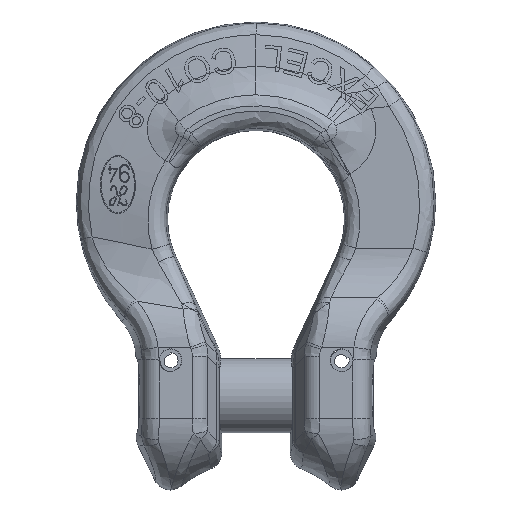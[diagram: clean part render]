
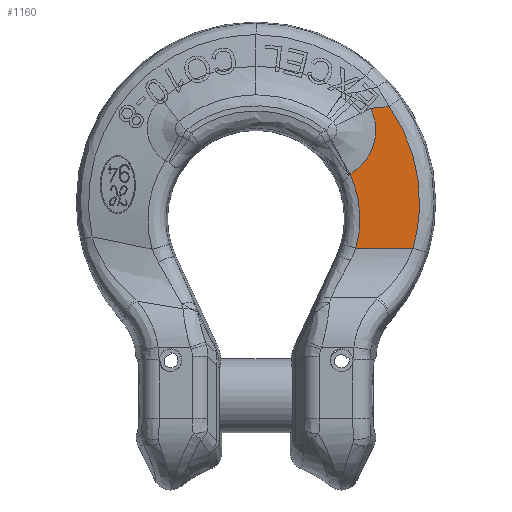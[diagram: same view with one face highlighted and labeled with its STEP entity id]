
A CAD part, top view. The second image highlights one B-rep face of the part: STEP entity #1160.
In plain terms, the highlighted planar face has unit normal (0, 0, 1).
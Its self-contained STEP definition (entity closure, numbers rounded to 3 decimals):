
#1160=ADVANCED_FACE('NONE',(#2980),#2981,.F.);
#2980=FACE_OUTER_BOUND('',#8291,.T.);
#2981=PLANE('',#8292);
#8291=EDGE_LOOP('',(#22469,#22470,#22471,#22472,#22473));
#8292=AXIS2_PLACEMENT_3D('',#22474,#22475,#22476);
#22469=ORIENTED_EDGE('',*,*,#27965,.F.);
#22470=ORIENTED_EDGE('',*,*,#28285,.F.);
#22471=ORIENTED_EDGE('',*,*,#28286,.F.);
#22472=ORIENTED_EDGE('',*,*,#28079,.F.);
#22473=ORIENTED_EDGE('',*,*,#28279,.T.);
#22474=CARTESIAN_POINT('',(8.694,-6.683,5.5));
#22475=DIRECTION('',(0.0,0.0,-1.0));
#22476=DIRECTION('',(-0.0,1.0,0.0));
#27965=EDGE_CURVE('NONE',#31179,#31173,#31181,.T.);
#28079=EDGE_CURVE('NONE',#31326,#31332,#31340,.T.);
#28279=EDGE_CURVE('NONE',#31326,#31173,#31685,.T.);
#28285=EDGE_CURVE('NONE',#31692,#31179,#31693,.T.);
#28286=EDGE_CURVE('NONE',#31332,#31692,#31694,.T.);
#31173=VERTEX_POINT('NONE',#37629);
#31179=VERTEX_POINT('NONE',#37646);
#31181=(B_SPLINE_CURVE(3,(#37649,#37650,#37651,#37652),.UNSPECIFIED.,.F.,.F.)B_SPLINE_CURVE_WITH_KNOTS((4,4),(0.0,1.0),.UNSPECIFIED.)RATIONAL_B_SPLINE_CURVE((1.0,0.932,0.932,1.0))BOUNDED_CURVE()REPRESENTATION_ITEM('')GEOMETRIC_REPRESENTATION_ITEM()CURVE());
#31326=VERTEX_POINT('NONE',#38338);
#31332=VERTEX_POINT('NONE',#38347);
#31340=(B_SPLINE_CURVE(3,(#38420,#38421,#38422,#38423),.UNSPECIFIED.,.F.,.F.)B_SPLINE_CURVE_WITH_KNOTS((4,4),(0.0,1.0),.UNSPECIFIED.)RATIONAL_B_SPLINE_CURVE((1.0,0.956,0.956,1.0))BOUNDED_CURVE()REPRESENTATION_ITEM('')GEOMETRIC_REPRESENTATION_ITEM()CURVE());
#31685=LINE('',#39762,#39763);
#31692=VERTEX_POINT('NONE',#39779);
#31693=B_SPLINE_CURVE_WITH_KNOTS('',3,(#39780,#39781,#39782,#39783),.UNSPECIFIED.,.F.,.F.,(4,4),(0.0,1.0),.UNSPECIFIED.);
#31694=(B_SPLINE_CURVE(3,(#39785,#39786,#39787,#39788),.UNSPECIFIED.,.F.,.F.)B_SPLINE_CURVE_WITH_KNOTS((4,4),(0.0,1.0),.UNSPECIFIED.)RATIONAL_B_SPLINE_CURVE((1.0,0.813,0.813,1.0))BOUNDED_CURVE()REPRESENTATION_ITEM('')GEOMETRIC_REPRESENTATION_ITEM()CURVE());
#37629=CARTESIAN_POINT('',(27.488,-5.151,5.5));
#37646=CARTESIAN_POINT('',(23.321,19.678,5.5));
#37649=CARTESIAN_POINT('',(23.321,19.678,5.5));
#37650=CARTESIAN_POINT('',(28.557,12.356,5.5));
#37651=CARTESIAN_POINT('',(30.047,3.479,5.5));
#37652=CARTESIAN_POINT('',(27.488,-5.151,5.5));
#38338=CARTESIAN_POINT('',(17.473,-5.151,5.5));
#38347=CARTESIAN_POINT('',(16.419,7.889,5.5));
#38420=CARTESIAN_POINT('',(17.473,-5.151,5.5));
#38421=CARTESIAN_POINT('',(18.763,-0.773,5.5));
#38422=CARTESIAN_POINT('',(18.395,3.775,5.5));
#38423=CARTESIAN_POINT('',(16.419,7.889,5.5));
#39762=CARTESIAN_POINT('',(40.0,-5.151,5.5));
#39763=VECTOR('',#52743,1000.0);
#39779=CARTESIAN_POINT('',(20.07,19.364,5.5));
#39780=CARTESIAN_POINT('',(20.07,19.364,5.5));
#39781=CARTESIAN_POINT('',(21.152,19.4,5.5));
#39782=CARTESIAN_POINT('',(22.242,19.516,5.5));
#39783=CARTESIAN_POINT('',(23.321,19.678,5.5));
#39785=CARTESIAN_POINT('',(16.419,7.889,5.5));
#39786=CARTESIAN_POINT('',(20.768,10.231,5.5));
#39787=CARTESIAN_POINT('',(22.266,14.939,5.5));
#39788=CARTESIAN_POINT('',(20.07,19.364,5.5));
#52743=DIRECTION('',(1.0,0.0,-0.0));
